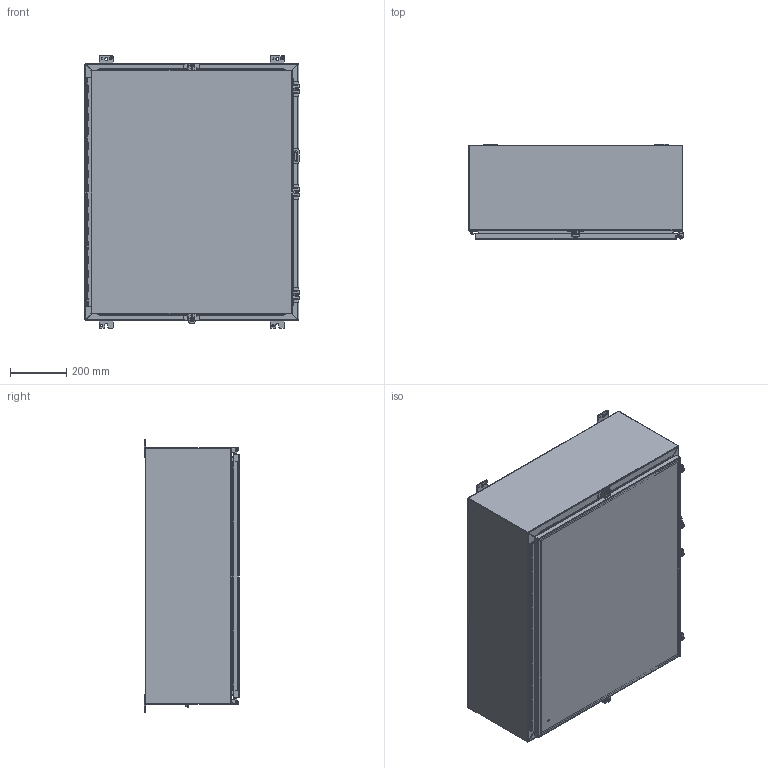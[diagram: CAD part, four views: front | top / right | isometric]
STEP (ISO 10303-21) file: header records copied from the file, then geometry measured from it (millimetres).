
FILE_DESCRIPTION (( 'STEP AP203' ), '1' );
FILE_NAME ('1418N4SSM12_Default.step', '2019-11-01T21:04:24', ( 'ADC123' ), ( 'Microsoft' ), 'SwSTEP 2.0', 'SolidWorks 2019', '' );
FILE_SCHEMA (( 'CONFIG_CONTROL_DESIGN' ));
Length unit declared in the file: inch
Products named in the file (1): 1418N4SSM12_Default
Bounding box: 763.6 x 339.73 x 971.55 mm (x, y, z)
Volume: 6612449 mm3; surface area: 6830930.3 mm2
Topology: 53 solids, 54 shells, 1825 faces, 4781 edges, 3118 vertices
Faces by surface type: plane 1095, cylinder 632, bspline 88, cone 10
Entity records: 58780 total; most frequent: CARTESIAN_POINT 13263, ORIENTED_EDGE 9554, DIRECTION 9315, EDGE_CURVE 4777, VECTOR 3299, LINE 3299, VERTEX_POINT 3118, AXIS2_PLACEMENT_3D 3008
